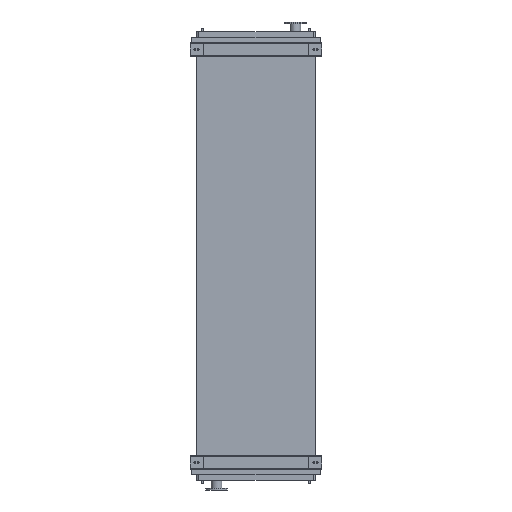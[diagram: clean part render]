
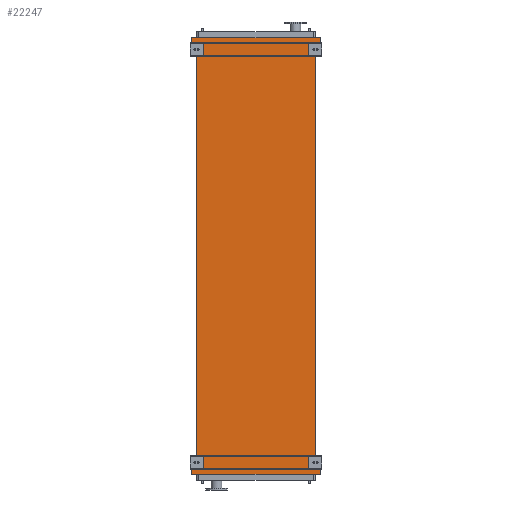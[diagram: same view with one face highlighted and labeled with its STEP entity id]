
A CAD part, front view. The second image highlights one B-rep face of the part: STEP entity #22247.
In plain terms, the highlighted planar face has unit normal (0, -1, 0).
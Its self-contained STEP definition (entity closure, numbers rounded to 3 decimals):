
#187 = VECTOR ( 'NONE', #18198, 1000. ) ;
#279 = VERTEX_POINT ( 'NONE', #18606 ) ;
#2767 = VERTEX_POINT ( 'NONE', #14329 ) ;
#2891 = VERTEX_POINT ( 'NONE', #13482 ) ;
#2933 = VERTEX_POINT ( 'NONE', #13479 ) ;
#3049 = VECTOR ( 'NONE', #17285, 1000. ) ;
#3510 = DIRECTION ( 'NONE',  ( 0., 0., 1. ) ) ;
#3678 = VECTOR ( 'NONE', #17502, 1000. ) ;
#4091 = CARTESIAN_POINT ( 'NONE',  ( -605., 0., -4250. ) ) ;
#4191 = CARTESIAN_POINT ( 'NONE',  ( -651., 0., 95. ) ) ;
#4485 = CARTESIAN_POINT ( 'NONE',  ( 605., 0., -4250. ) ) ;
#4521 = VERTEX_POINT ( 'NONE', #4485 ) ;
#4905 = VECTOR ( 'NONE', #18171, 1000. ) ;
#4961 = CARTESIAN_POINT ( 'NONE',  ( -651., 0., -4303. ) ) ;
#5193 = CARTESIAN_POINT ( 'NONE',  ( 651., 0., -4303. ) ) ;
#5519 = VECTOR ( 'NONE', #18021, 1000. ) ;
#6277 = ORIENTED_EDGE ( 'NONE', *, *, #22397, .F. ) ;
#7954 = VERTEX_POINT ( 'NONE', #24312 ) ;
#8144 = VERTEX_POINT ( 'NONE', #13239 ) ;
#8908 = CARTESIAN_POINT ( 'NONE',  ( 651., 0., -4345. ) ) ;
#9156 = LINE ( 'NONE', #17335, #19298 ) ;
#9770 = VECTOR ( 'NONE', #18030, 1000. ) ;
#10362 = LINE ( 'NONE', #18059, #5519 ) ;
#10502 = ORIENTED_EDGE ( 'NONE', *, *, #22329, .F. ) ;
#10944 = VECTOR ( 'NONE', #18548, 1000. ) ;
#11302 = VERTEX_POINT ( 'NONE', #15841 ) ;
#11534 = VECTOR ( 'NONE', #18529, 1000. ) ;
#12113 = FACE_OUTER_BOUND ( 'NONE', #13995, .T. ) ;
#12131 = LINE ( 'NONE', #4091, #22210 ) ;
#12211 = ORIENTED_EDGE ( 'NONE', *, *, #22341, .F. ) ;
#12731 = VECTOR ( 'NONE', #19425, 1000. ) ;
#13239 = CARTESIAN_POINT ( 'NONE',  ( -651., 0., 53. ) ) ;
#13351 = LINE ( 'NONE', #19348, #12731 ) ;
#13479 = CARTESIAN_POINT ( 'NONE',  ( -605., 0., -4250. ) ) ;
#13482 = CARTESIAN_POINT ( 'NONE',  ( 651., 0., 53. ) ) ;
#13654 = LINE ( 'NONE', #17472, #3049 ) ;
#13995 = EDGE_LOOP ( 'NONE', ( #16938, #17919, #17264, #18425, #17701, #18676, #18398, #10502, #12211, #16687, #16751, #6277 ) ) ;
#14329 = CARTESIAN_POINT ( 'NONE',  ( 605., 0., 0. ) ) ;
#14973 = AXIS2_PLACEMENT_3D ( 'NONE', #18918, #18833, #18828 ) ;
#15427 = LINE ( 'NONE', #18215, #4905 ) ;
#15841 = CARTESIAN_POINT ( 'NONE',  ( 651., 0., 95. ) ) ;
#16005 = LINE ( 'NONE', #18674, #10944 ) ;
#16687 = ORIENTED_EDGE ( 'NONE', *, *, #22370, .F. ) ;
#16751 = ORIENTED_EDGE ( 'NONE', *, *, #22391, .F. ) ;
#16938 = ORIENTED_EDGE ( 'NONE', *, *, #22180, .T. ) ;
#16956 = VECTOR ( 'NONE', #20786, 1000. ) ;
#17264 = ORIENTED_EDGE ( 'NONE', *, *, #22276, .F. ) ;
#17285 = DIRECTION ( 'NONE',  ( 0.655, 0., -0.755 ) ) ;
#17335 = CARTESIAN_POINT ( 'NONE',  ( 651., 0., -4303. ) ) ;
#17368 = DIRECTION ( 'NONE',  ( 0., 0., -1. ) ) ;
#17472 = CARTESIAN_POINT ( 'NONE',  ( 605., 0., -4250. ) ) ;
#17502 = DIRECTION ( 'NONE',  ( -1., 0., 0. ) ) ;
#17554 = LINE ( 'NONE', #20537, #16956 ) ;
#17701 = ORIENTED_EDGE ( 'NONE', *, *, #22301, .F. ) ;
#17919 = ORIENTED_EDGE ( 'NONE', *, *, #22272, .F. ) ;
#17952 = CARTESIAN_POINT ( 'NONE',  ( 651., 0., -4345. ) ) ;
#18021 = DIRECTION ( 'NONE',  ( 0.655, 0., 0.755 ) ) ;
#18030 = DIRECTION ( 'NONE',  ( 0., 0., 1. ) ) ;
#18059 = CARTESIAN_POINT ( 'NONE',  ( -651., 0., -4303. ) ) ;
#18089 = CARTESIAN_POINT ( 'NONE',  ( -651., 0., -4345. ) ) ;
#18171 = DIRECTION ( 'NONE',  ( -0.655, 0., 0.755 ) ) ;
#18198 = DIRECTION ( 'NONE',  ( 0., 0., 1. ) ) ;
#18215 = CARTESIAN_POINT ( 'NONE',  ( -605., 0., 0. ) ) ;
#18255 = CARTESIAN_POINT ( 'NONE',  ( -651., 0., 53. ) ) ;
#18398 = ORIENTED_EDGE ( 'NONE', *, *, #21697, .F. ) ;
#18425 = ORIENTED_EDGE ( 'NONE', *, *, #21043, .F. ) ;
#18529 = DIRECTION ( 'NONE',  ( 0., 0., -1. ) ) ;
#18548 = DIRECTION ( 'NONE',  ( -0.655, 0., -0.755 ) ) ;
#18606 = CARTESIAN_POINT ( 'NONE',  ( -651., 0., -4345. ) ) ;
#18631 = CARTESIAN_POINT ( 'NONE',  ( 651., 0., 95. ) ) ;
#18674 = CARTESIAN_POINT ( 'NONE',  ( 651., 0., 53. ) ) ;
#18676 = ORIENTED_EDGE ( 'NONE', *, *, #22307, .F. ) ;
#18828 = DIRECTION ( 'NONE',  ( 0., 0., -1. ) ) ;
#18833 = DIRECTION ( 'NONE',  ( 0., -1., 0. ) ) ;
#18867 = PLANE ( 'NONE',  #14973 ) ;
#18918 = CARTESIAN_POINT ( 'NONE',  ( -605., 0., -4250. ) ) ;
#19298 = VECTOR ( 'NONE', #17368, 1000. ) ;
#19348 = CARTESIAN_POINT ( 'NONE',  ( 605., 0., -4250. ) ) ;
#19425 = DIRECTION ( 'NONE',  ( 0., 0., 1. ) ) ;
#20537 = CARTESIAN_POINT ( 'NONE',  ( -651., 0., 95. ) ) ;
#20786 = DIRECTION ( 'NONE',  ( 1., 0., 0. ) ) ;
#21037 = LINE ( 'NONE', #18631, #11534 ) ;
#21043 = EDGE_CURVE ( 'NONE', #23939, #11302, #17554, .T. ) ;
#21623 = LINE ( 'NONE', #18255, #187 ) ;
#21629 = VERTEX_POINT ( 'NONE', #5193 ) ;
#21697 = EDGE_CURVE ( 'NONE', #2933, #7954, #12131, .T. ) ;
#22180 = EDGE_CURVE ( 'NONE', #4521, #2767, #13351, .T. ) ;
#22210 = VECTOR ( 'NONE', #3510, 1000. ) ;
#22247 = ADVANCED_FACE ( 'NONE', ( #12113 ), #18867, .T. ) ;
#22272 = EDGE_CURVE ( 'NONE', #2891, #2767, #16005, .T. ) ;
#22276 = EDGE_CURVE ( 'NONE', #11302, #2891, #21037, .T. ) ;
#22301 = EDGE_CURVE ( 'NONE', #8144, #23939, #21623, .T. ) ;
#22307 = EDGE_CURVE ( 'NONE', #7954, #8144, #15427, .T. ) ;
#22329 = EDGE_CURVE ( 'NONE', #23853, #2933, #10362, .T. ) ;
#22341 = EDGE_CURVE ( 'NONE', #279, #23853, #24537, .T. ) ;
#22370 = EDGE_CURVE ( 'NONE', #23199, #279, #24018, .T. ) ;
#22391 = EDGE_CURVE ( 'NONE', #21629, #23199, #9156, .T. ) ;
#22397 = EDGE_CURVE ( 'NONE', #4521, #21629, #13654, .T. ) ;
#23199 = VERTEX_POINT ( 'NONE', #8908 ) ;
#23853 = VERTEX_POINT ( 'NONE', #4961 ) ;
#23939 = VERTEX_POINT ( 'NONE', #4191 ) ;
#24018 = LINE ( 'NONE', #17952, #3678 ) ;
#24312 = CARTESIAN_POINT ( 'NONE',  ( -605., 0., 0. ) ) ;
#24537 = LINE ( 'NONE', #18089, #9770 ) ;
